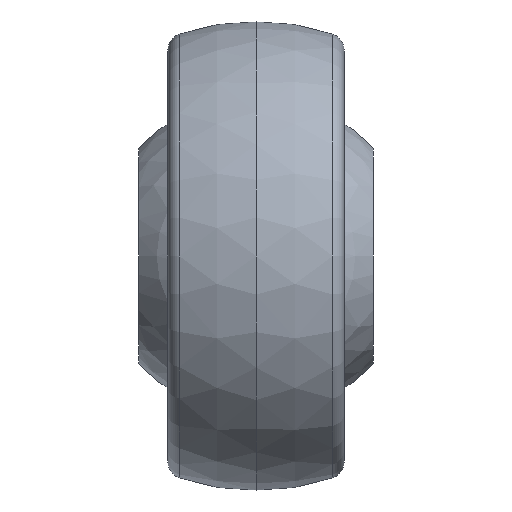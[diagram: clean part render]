
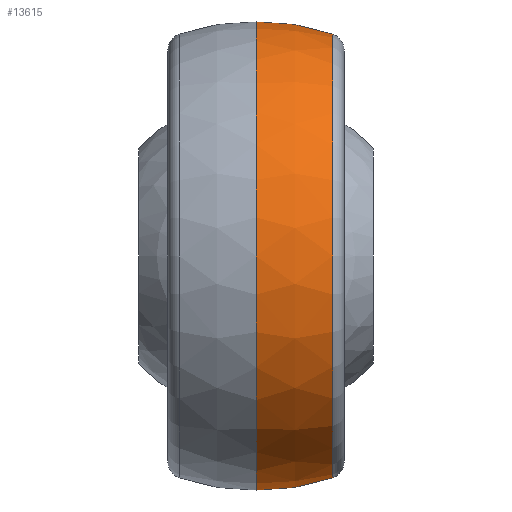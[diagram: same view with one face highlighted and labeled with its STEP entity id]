
A CAD part, left-side view. The second image highlights one B-rep face of the part: STEP entity #13615.
In plain terms, the highlighted spherical face has radius 14 mm.
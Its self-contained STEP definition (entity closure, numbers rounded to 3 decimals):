
#229 = CARTESIAN_POINT ( 'NONE',  ( 7.628, -4.577, -10.81 ) ) ;
#416 = EDGE_CURVE ( 'NONE', #864, #9963, #4367, .T. ) ;
#864 = VERTEX_POINT ( 'NONE', #1499 ) ;
#1499 = CARTESIAN_POINT ( 'NONE',  ( -14., 0., 0. ) ) ;
#1616 = FACE_OUTER_BOUND ( 'NONE', #19532, .T. ) ;
#2779 = DIRECTION ( 'NONE',  ( 0., 1., 0. ) ) ;
#3371 = DIRECTION ( 'NONE',  ( 0., 1., 0. ) ) ;
#3476 = VERTEX_POINT ( 'NONE', #23501 ) ;
#3807 = DIRECTION ( 'NONE',  ( 0., -1., 0. ) ) ;
#3891 = CARTESIAN_POINT ( 'NONE',  ( 7.628, 0., 11.739 ) ) ;
#3901 = CIRCLE ( 'NONE', #15478, 11.739 ) ;
#4367 = CIRCLE ( 'NONE', #5135, 14. ) ;
#5135 = AXIS2_PLACEMENT_3D ( 'NONE', #18371, #16908, #12826 ) ;
#7010 = DIRECTION ( 'NONE',  ( 0., 0., 1. ) ) ;
#7190 = ORIENTED_EDGE ( 'NONE', *, *, #22256, .F. ) ;
#7433 = EDGE_CURVE ( 'NONE', #20762, #15336, #14867, .T. ) ;
#7550 = AXIS2_PLACEMENT_3D ( 'NONE', #17033, #22737, #13660 ) ;
#7812 = CARTESIAN_POINT ( 'NONE',  ( 7.628, 0., -11.739 ) ) ;
#8596 = CARTESIAN_POINT ( 'NONE',  ( 0., -4.577, 0. ) ) ;
#8657 = CARTESIAN_POINT ( 'NONE',  ( 0., -4.577, 13.231 ) ) ;
#8890 = AXIS2_PLACEMENT_3D ( 'NONE', #20819, #2779, #10182 ) ;
#9963 = VERTEX_POINT ( 'NONE', #3891 ) ;
#10182 = DIRECTION ( 'NONE',  ( 0., 0., 1. ) ) ;
#10292 = EDGE_CURVE ( 'NONE', #3476, #23368, #22534, .T. ) ;
#10735 = DIRECTION ( 'NONE',  ( 0., 1., 0. ) ) ;
#11772 = ORIENTED_EDGE ( 'NONE', *, *, #17729, .T. ) ;
#12403 = DIRECTION ( 'NONE',  ( 0., 0., -1. ) ) ;
#12483 = ORIENTED_EDGE ( 'NONE', *, *, #10292, .T. ) ;
#12632 = SPHERICAL_SURFACE ( 'NONE', #23224, 14. ) ;
#12759 = AXIS2_PLACEMENT_3D ( 'NONE', #23919, #10735, #20149 ) ;
#12826 = DIRECTION ( 'NONE',  ( 0., 0., 1. ) ) ;
#13111 = CARTESIAN_POINT ( 'NONE',  ( 0., 0., 0. ) ) ;
#13615 = ADVANCED_FACE ( 'NONE', ( #1616 ), #12632, .T. ) ;
#13660 = DIRECTION ( 'NONE',  ( 0., 0., -1. ) ) ;
#14191 = DIRECTION ( 'NONE',  ( 0., 0., -1. ) ) ;
#14224 = DIRECTION ( 'NONE',  ( 1., 0., 0. ) ) ;
#14284 = CIRCLE ( 'NONE', #8890, 13.231 ) ;
#14305 = CARTESIAN_POINT ( 'NONE',  ( 0., 0., 0. ) ) ;
#14867 = CIRCLE ( 'NONE', #7550, 11.739 ) ;
#15336 = VERTEX_POINT ( 'NONE', #7812 ) ;
#15478 = AXIS2_PLACEMENT_3D ( 'NONE', #16616, #14224, #12403 ) ;
#15826 = CIRCLE ( 'NONE', #12759, 13.231 ) ;
#16153 = ORIENTED_EDGE ( 'NONE', *, *, #18222, .T. ) ;
#16616 = CARTESIAN_POINT ( 'NONE',  ( 7.628, 0., 0. ) ) ;
#16908 = DIRECTION ( 'NONE',  ( 0., 1., 0. ) ) ;
#17033 = CARTESIAN_POINT ( 'NONE',  ( 7.628, 0., 0. ) ) ;
#17568 = ORIENTED_EDGE ( 'NONE', *, *, #7433, .F. ) ;
#17729 = EDGE_CURVE ( 'NONE', #23368, #19260, #15826, .T. ) ;
#18155 = DIRECTION ( 'NONE',  ( 0., -1., 0. ) ) ;
#18222 = EDGE_CURVE ( 'NONE', #20762, #3476, #14284, .T. ) ;
#18371 = CARTESIAN_POINT ( 'NONE',  ( 0., 0., 0. ) ) ;
#18567 = AXIS2_PLACEMENT_3D ( 'NONE', #14305, #18155, #14191 ) ;
#19260 = VERTEX_POINT ( 'NONE', #19419 ) ;
#19341 = CIRCLE ( 'NONE', #18567, 14. ) ;
#19419 = CARTESIAN_POINT ( 'NONE',  ( 7.628, -4.577, 10.81 ) ) ;
#19429 = AXIS2_PLACEMENT_3D ( 'NONE', #8596, #3371, #7010 ) ;
#19532 = EDGE_LOOP ( 'NONE', ( #20228, #23800, #17568, #16153, #12483, #11772, #7190 ) ) ;
#20121 = DIRECTION ( 'NONE',  ( 0., 0., 1. ) ) ;
#20149 = DIRECTION ( 'NONE',  ( 0., 0., 1. ) ) ;
#20228 = ORIENTED_EDGE ( 'NONE', *, *, #416, .F. ) ;
#20762 = VERTEX_POINT ( 'NONE', #229 ) ;
#20819 = CARTESIAN_POINT ( 'NONE',  ( 0., -4.577, 0. ) ) ;
#22256 = EDGE_CURVE ( 'NONE', #9963, #19260, #3901, .T. ) ;
#22498 = EDGE_CURVE ( 'NONE', #864, #15336, #19341, .T. ) ;
#22534 = CIRCLE ( 'NONE', #19429, 13.231 ) ;
#22737 = DIRECTION ( 'NONE',  ( 1., 0., 0. ) ) ;
#23224 = AXIS2_PLACEMENT_3D ( 'NONE', #13111, #3807, #20121 ) ;
#23368 = VERTEX_POINT ( 'NONE', #8657 ) ;
#23501 = CARTESIAN_POINT ( 'NONE',  ( 0., -4.577, -13.231 ) ) ;
#23800 = ORIENTED_EDGE ( 'NONE', *, *, #22498, .T. ) ;
#23919 = CARTESIAN_POINT ( 'NONE',  ( 0., -4.577, 0. ) ) ;
